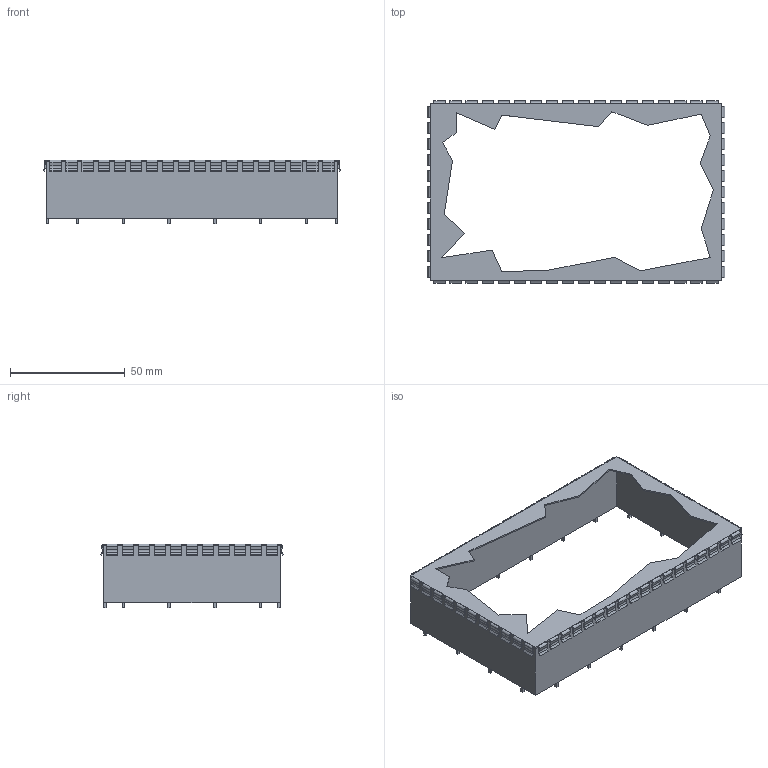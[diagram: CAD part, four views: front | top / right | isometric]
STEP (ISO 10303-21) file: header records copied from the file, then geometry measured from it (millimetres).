
FILE_DESCRIPTION((''),'2;1');
FILE_NAME('MSBOX_PERANCEA_PFL8T.stp','2013-02-27T12:10:12',(''),(''),'Mechanical Desktop 2011','Mechanical Desktop 2011',', , ');
FILE_SCHEMA(('AUTOMOTIVE_DESIGN { 1 2 10303 214 1 1 1 1 }'));
Length unit declared in the file: millimetre
Products named in the file (1): Product
Bounding box: 129.86 x 79.84 x 27.85 mm (x, y, z)
Volume: 12794.2 mm3; surface area: 31451.2 mm2
Topology: 83 solids, 83 shells, 1005 faces, 2517 edges, 1678 vertices
Faces by surface type: bspline 480, plane 405, cylinder 120
Entity records: 31362 total; most frequent: CARTESIAN_POINT 8321, ORIENTED_EDGE 5034, DIRECTION 4049, EDGE_CURVE 2517, VECTOR 2037, LINE 2037, VERTEX_POINT 1678, EDGE_LOOP 1009
